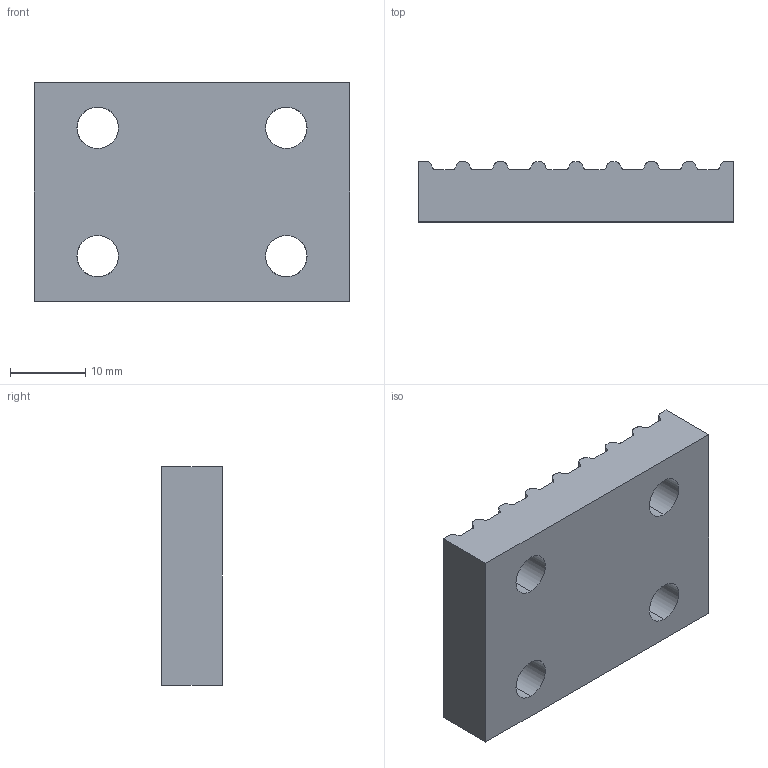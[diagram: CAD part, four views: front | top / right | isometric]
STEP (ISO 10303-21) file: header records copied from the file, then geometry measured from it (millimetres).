
FILE_DESCRIPTION(('HOOPS Exchange Step'),'2;1');
FILE_NAME('export-9C819122-CD3D-4D6B-88A6-4A196B14F4ED.stp','2024-01-20T14:46:14+01:00',('Engineering'),('Alibre'),'HOOPS Exchange 2021.0','Alibre','Unknown authorisation');
FILE_SCHEMA( ('AP242_MANAGED_MODEL_BASED_3D_ENGINEERING_MIM_LF {1 0 10303 442 1 1 4 }') );
Length unit declared in the file: millimetre
Products named in the file (1): 6559 AT5 10mm wide Clamping Plate
Bounding box: 41.8 x 8 x 29 mm (x, y, z)
Volume: 8180.3 mm3; surface area: 4066.3 mm2
Topology: 1 solids, 1 shells, 114 faces, 352 edges, 236 vertices
Faces by surface type: plane 58, cylinder 56
Entity records: 4083 total; most frequent: CARTESIAN_POINT 840, ORIENTED_EDGE 704, DIRECTION 668, EDGE_CURVE 352, AXIS2_PLACEMENT_3D 240, VERTEX_POINT 236, VECTOR 188, LINE 188
